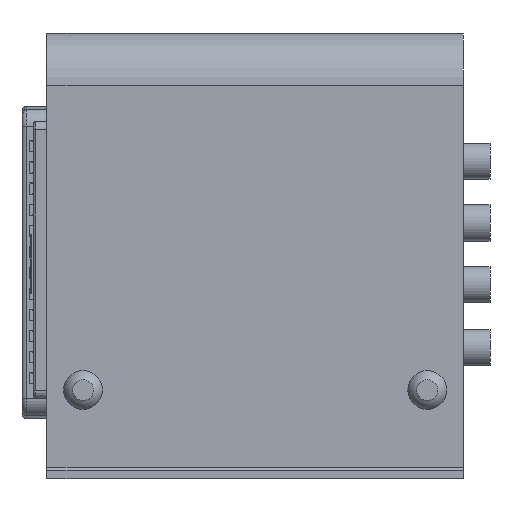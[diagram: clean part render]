
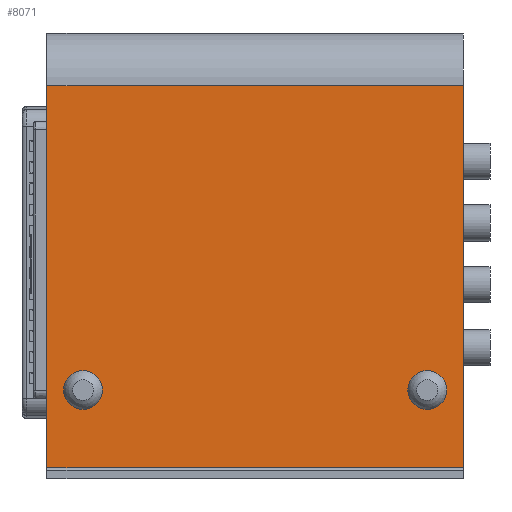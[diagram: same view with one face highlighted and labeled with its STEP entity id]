
A CAD part, front view. The second image highlights one B-rep face of the part: STEP entity #8071.
In plain terms, the highlighted planar face has unit normal (0, -1, 0).
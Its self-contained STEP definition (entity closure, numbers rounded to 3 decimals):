
#284=FACE_BOUND('',#2636,.T.);
#285=FACE_BOUND('',#2637,.T.);
#1051=LINE('',#42127,#1409);
#1052=LINE('',#42129,#1410);
#1053=LINE('',#42131,#1411);
#1054=LINE('',#42132,#1412);
#1409=VECTOR('',#10212,1000.);
#1410=VECTOR('',#10213,1000.);
#1411=VECTOR('',#10214,1000.);
#1412=VECTOR('',#10215,1000.);
#2050=FACE_OUTER_BOUND('',#2635,.T.);
#2635=EDGE_LOOP('',(#6722,#6723,#6724,#6725));
#2636=EDGE_LOOP('',(#6726));
#2637=EDGE_LOOP('',(#6727));
#2677=CIRCLE('',#8125,3.5);
#2682=CIRCLE('',#8133,3.5);
#2964=VERTEX_POINT('',#10352);
#2968=VERTEX_POINT('',#10365);
#3581=VERTEX_POINT('',#42125);
#3582=VERTEX_POINT('',#42126);
#3583=VERTEX_POINT('',#42128);
#3584=VERTEX_POINT('',#42130);
#3628=EDGE_CURVE('',#2964,#2964,#2677,.T.);
#3634=EDGE_CURVE('',#2968,#2968,#2682,.T.);
#4643=EDGE_CURVE('',#3581,#3582,#1051,.F.);
#4644=EDGE_CURVE('',#3583,#3581,#1052,.T.);
#4645=EDGE_CURVE('',#3583,#3584,#1053,.F.);
#4646=EDGE_CURVE('',#3584,#3582,#1054,.F.);
#6722=ORIENTED_EDGE('',*,*,#4643,.F.);
#6723=ORIENTED_EDGE('',*,*,#4644,.F.);
#6724=ORIENTED_EDGE('',*,*,#4645,.T.);
#6725=ORIENTED_EDGE('',*,*,#4646,.T.);
#6726=ORIENTED_EDGE('',*,*,#3628,.T.);
#6727=ORIENTED_EDGE('',*,*,#3634,.T.);
#7060=PLANE('',#8695);
#8071=ADVANCED_FACE('',(#2050,#284,#285),#7060,.T.);
#8125=AXIS2_PLACEMENT_3D('',#10353,#8759,#8760);
#8133=AXIS2_PLACEMENT_3D('',#10366,#8776,#8777);
#8695=AXIS2_PLACEMENT_3D('',#42124,#10210,#10211);
#8759=DIRECTION('center_axis',(0.,1.,0.));
#8760=DIRECTION('ref_axis',(1.,0.,0.));
#8776=DIRECTION('center_axis',(0.,1.,0.));
#8777=DIRECTION('ref_axis',(0.,0.,
-1.));
#10210=DIRECTION('center_axis',(0.,-1.,0.));
#10211=DIRECTION('ref_axis',(0.,0.,
1.));
#10212=DIRECTION('',(0.,0.,1.));
#10213=DIRECTION('',(1.,0.,0.));
#10214=DIRECTION('',(0.,0.,1.));
#10215=DIRECTION('',(-1.,0.,0.));
#10352=CARTESIAN_POINT('',(-34.5,-134.7,16.));
#10353=CARTESIAN_POINT('Origin',(-31.,-134.7,16.));
#10365=CARTESIAN_POINT('',(31.,-134.7,19.5));
#10366=CARTESIAN_POINT('Origin',(31.,-134.7,16.));
#42124=CARTESIAN_POINT('Origin',(-37.5,-134.7,70.8));
#42125=CARTESIAN_POINT('',(37.5,-134.7,70.8));
#42126=CARTESIAN_POINT('',(37.5,-134.7,2.));
#42127=CARTESIAN_POINT('',(37.5,-134.7,70.8));
#42128=CARTESIAN_POINT('',(-37.5,-134.7,70.8));
#42129=CARTESIAN_POINT('',(-37.5,-134.7,70.8));
#42130=CARTESIAN_POINT('',(-37.5,-134.7,2.));
#42131=CARTESIAN_POINT('',(-37.5,-134.7,70.8));
#42132=CARTESIAN_POINT('',(-37.5,-134.7,2.));
